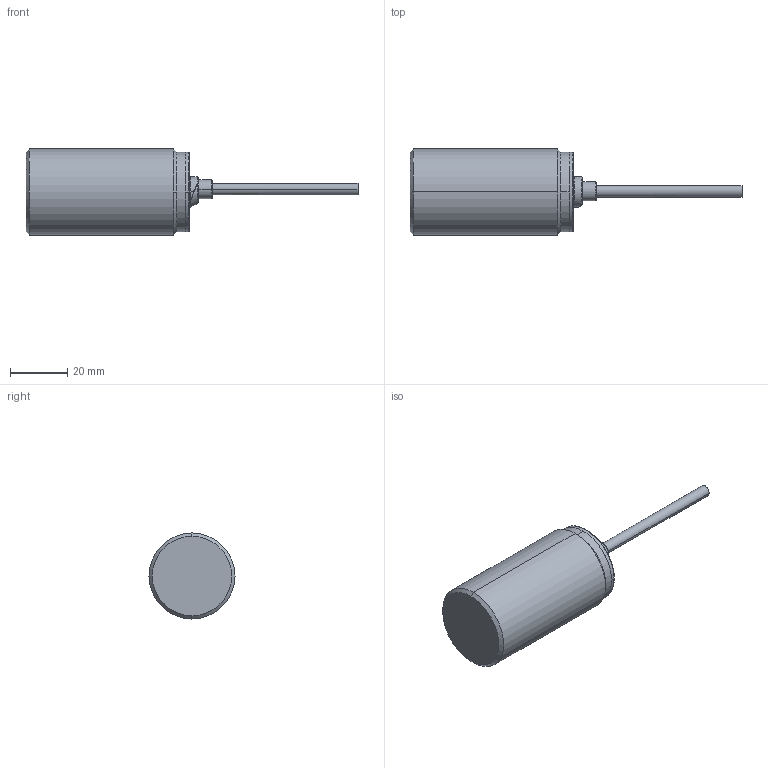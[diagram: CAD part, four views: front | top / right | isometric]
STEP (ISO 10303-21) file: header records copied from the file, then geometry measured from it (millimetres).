
FILE_DESCRIPTION (( 'STEP AP214' ), '1' );
FILE_NAME ('PNT-CN-4A.step', '2018-04-17T20:02:49', ( '' ), ( '' ), 'SwSTEP 2.0', 'SolidWorks 2017', '' );
FILE_SCHEMA (( 'AUTOMOTIVE_DESIGN' ));
Length unit declared in the file: inch
Products named in the file (1): PNT-CN-4A
Bounding box: 115.8 x 30 x 30 mm (x, y, z)
Volume: 40753 mm3; surface area: 7680.4 mm2
Topology: 1 solids, 1 shells, 74 faces, 217 edges, 142 vertices
Faces by surface type: cylinder 30, bspline 22, plane 14, cone 8
Entity records: 3562 total; most frequent: CARTESIAN_POINT 1701, ORIENTED_EDGE 430, DIRECTION 345, EDGE_CURVE 215, AXIS2_PLACEMENT_3D 143, VERTEX_POINT 142, CIRCLE 90, EDGE_LOOP 83
